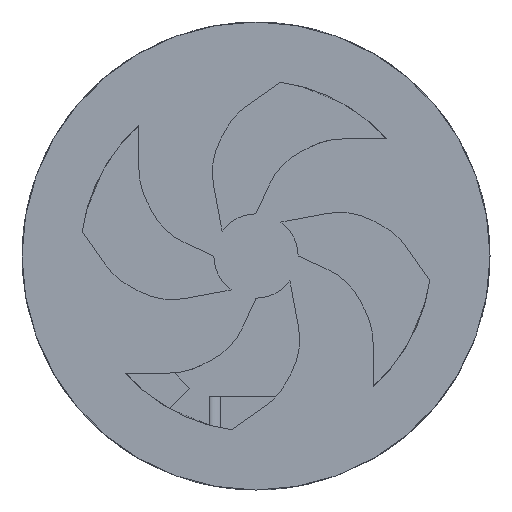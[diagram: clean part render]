
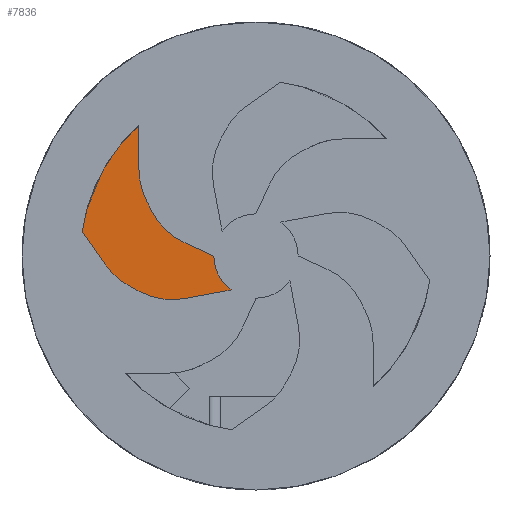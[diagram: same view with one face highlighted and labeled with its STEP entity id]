
A CAD part, left-side view. The second image highlights one B-rep face of the part: STEP entity #7836.
In plain terms, the highlighted planar face has unit normal (-1, 0, 0).
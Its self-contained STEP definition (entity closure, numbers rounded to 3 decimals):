
#186=PLANE('',#8550);
#630=FACE_OUTER_BOUND('',#1037,.T.);
#1037=EDGE_LOOP('',(#6561,#6562,#6563,#6564,#6565,#6566,#6567,#6568,#6569,
#6570,#6571,#6572));
#1494=CIRCLE('',#8449,5.625);
#1516=CIRCLE('',#8508,2.25);
#1528=CIRCLE('',#8537,2.25);
#1530=CIRCLE('',#8542,2.25);
#1532=CIRCLE('',#8548,2.25);
#1533=CIRCLE('',#8551,1.35);
#2064=LINE('',#13743,#2770);
#2068=LINE('',#13752,#2774);
#2072=LINE('',#13762,#2778);
#2073=LINE('',#13764,#2779);
#2075=LINE('',#13769,#2781);
#2079=LINE('',#13779,#2785);
#2770=VECTOR('',#10309,7.5);
#2774=VECTOR('',#10315,7.5);
#2778=VECTOR('',#10327,7.5);
#2779=VECTOR('',#10330,7.5);
#2781=VECTOR('',#10334,7.5);
#2785=VECTOR('',#10346,7.5);
#3563=VERTEX_POINT('',#13488);
#3564=VERTEX_POINT('',#13490);
#3608=VERTEX_POINT('',#13650);
#3609=VERTEX_POINT('',#13652);
#3634=VERTEX_POINT('',#13734);
#3635=VERTEX_POINT('',#13736);
#3637=VERTEX_POINT('',#13742);
#3640=VERTEX_POINT('',#13749);
#3641=VERTEX_POINT('',#13751);
#3643=VERTEX_POINT('',#13757);
#3645=VERTEX_POINT('',#13768);
#3647=VERTEX_POINT('',#13774);
#4554=EDGE_CURVE('',#3563,#3564,#1494,.T.);
#4634=EDGE_CURVE('',#3609,#3608,#1516,.T.);
#4675=EDGE_CURVE('',#3635,#3634,#1528,.T.);
#4678=EDGE_CURVE('',#3637,#3635,#2064,.T.);
#4682=EDGE_CURVE('',#3641,#3640,#2068,.T.);
#4685=EDGE_CURVE('',#3643,#3641,#1530,.T.);
#4688=EDGE_CURVE('',#3608,#3643,#2072,.T.);
#4689=EDGE_CURVE('',#3563,#3609,#2073,.T.);
#4691=EDGE_CURVE('',#3645,#3564,#2075,.T.);
#4694=EDGE_CURVE('',#3647,#3645,#1532,.T.);
#4697=EDGE_CURVE('',#3634,#3647,#2079,.T.);
#4698=EDGE_CURVE('',#3637,#3640,#1533,.T.);
#6561=ORIENTED_EDGE('',*,*,#4697,.T.);
#6562=ORIENTED_EDGE('',*,*,#4694,.T.);
#6563=ORIENTED_EDGE('',*,*,#4691,.T.);
#6564=ORIENTED_EDGE('',*,*,#4554,.F.);
#6565=ORIENTED_EDGE('',*,*,#4689,.T.);
#6566=ORIENTED_EDGE('',*,*,#4634,.T.);
#6567=ORIENTED_EDGE('',*,*,#4688,.T.);
#6568=ORIENTED_EDGE('',*,*,#4685,.T.);
#6569=ORIENTED_EDGE('',*,*,#4682,.T.);
#6570=ORIENTED_EDGE('',*,*,#4698,.F.);
#6571=ORIENTED_EDGE('',*,*,#4678,.T.);
#6572=ORIENTED_EDGE('',*,*,#4675,.T.);
#7836=ADVANCED_FACE('',(#630),#186,.T.);
#8449=AXIS2_PLACEMENT_3D('',#13491,#10040,#10041);
#8508=AXIS2_PLACEMENT_3D('',#13653,#10216,#10217);
#8537=AXIS2_PLACEMENT_3D('',#13737,#10303,#10304);
#8542=AXIS2_PLACEMENT_3D('',#13758,#10321,#10322);
#8548=AXIS2_PLACEMENT_3D('',#13775,#10340,#10341);
#8550=AXIS2_PLACEMENT_3D('',#13780,#10347,#10348);
#8551=AXIS2_PLACEMENT_3D('',#13781,#10349,#10350);
#10040=DIRECTION('center_axis',(1.,0.,0.));
#10041=DIRECTION('ref_axis',(0.,0.,1.));
#10216=DIRECTION('center_axis',(-1.,0.,0.));
#10217=DIRECTION('ref_axis',(0.,0.818,-0.575));
#10303=DIRECTION('center_axis',(1.,0.,0.));
#10304=DIRECTION('ref_axis',(0.,0.894,-0.447));
#10309=DIRECTION('',(0.,0.91,0.414));
#10315=DIRECTION('',(0.,-0.983,0.184));
#10321=DIRECTION('center_axis',(-1.,0.,0.));
#10322=DIRECTION('ref_axis',(0.,0.447,-0.894));
#10327=DIRECTION('',(0.,-0.894,-0.447));
#10330=DIRECTION('',(0.,-0.575,-0.818));
#10334=DIRECTION('',(0.,0.,1.));
#10340=DIRECTION('center_axis',(1.,0.,0.));
#10341=DIRECTION('ref_axis',(0.,1.,0.));
#10346=DIRECTION('',(0.,0.447,0.894));
#10347=DIRECTION('center_axis',(-1.,0.,0.));
#10348=DIRECTION('ref_axis',(0.,0.,1.));
#10349=DIRECTION('center_axis',(-1.,0.,0.));
#10350=DIRECTION('ref_axis',(0.,0.,1.));
#13488=CARTESIAN_POINT('',(101.737,21.222,-298.36));
#13490=CARTESIAN_POINT('',(101.737,19.4,-294.941));
#13491=CARTESIAN_POINT('Origin',(101.737,15.65,-299.134));
#13650=CARTESIAN_POINT('',(101.737,19.642,-300.137));
#13652=CARTESIAN_POINT('',(101.737,20.477,-299.419));
#13653=CARTESIAN_POINT('Origin',(101.737,18.636,-298.125));
#13734=CARTESIAN_POINT('',(101.737,19.006,-297.671));
#13736=CARTESIAN_POINT('',(101.737,17.925,-298.713));
#13737=CARTESIAN_POINT('Origin',(101.737,16.994,-296.665));
#13742=CARTESIAN_POINT('',(101.737,17.,-299.134));
#13743=CARTESIAN_POINT('',(101.737,17.,-299.134));
#13749=CARTESIAN_POINT('',(101.737,16.45,-300.221));
#13751=CARTESIAN_POINT('',(101.737,17.906,-300.494));
#13752=CARTESIAN_POINT('',(101.737,16.45,-300.221));
#13757=CARTESIAN_POINT('',(101.737,19.327,-300.295));
#13758=CARTESIAN_POINT('Origin',(101.737,18.321,-298.283));
#13762=CARTESIAN_POINT('',(101.737,19.327,-300.295));
#13764=CARTESIAN_POINT('',(101.737,20.477,-299.419));
#13768=CARTESIAN_POINT('',(101.737,19.4,-296.352));
#13769=CARTESIAN_POINT('',(101.737,19.4,-296.352));
#13774=CARTESIAN_POINT('',(101.737,19.162,-297.359));
#13775=CARTESIAN_POINT('Origin',(101.737,17.15,-296.352));
#13779=CARTESIAN_POINT('',(101.737,19.006,-297.671));
#13780=CARTESIAN_POINT('Origin',(101.737,15.65,-299.134));
#13781=CARTESIAN_POINT('Origin',(101.737,15.65,-299.134));
